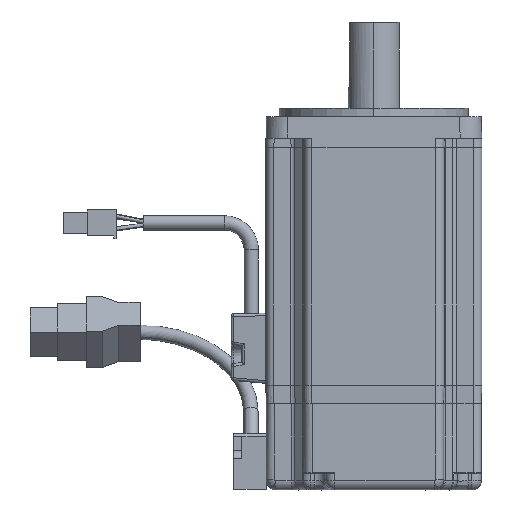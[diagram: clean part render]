
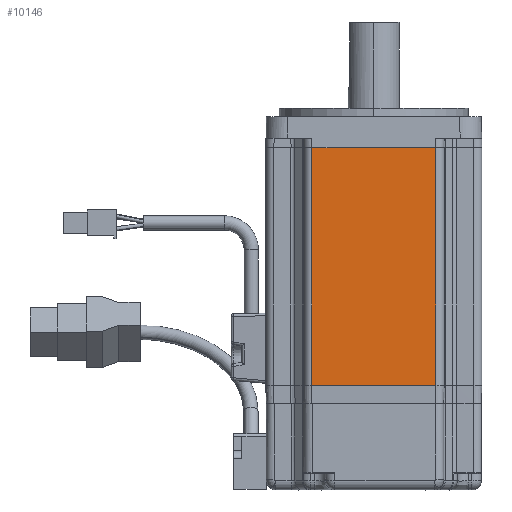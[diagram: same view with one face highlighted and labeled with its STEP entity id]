
A CAD part, left-side view. The second image highlights one B-rep face of the part: STEP entity #10146.
In plain terms, the highlighted planar face has unit normal (-1, 0, 0).
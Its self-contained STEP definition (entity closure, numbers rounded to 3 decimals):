
#1941=DIRECTION('',(0.,-1.,0.));
#1942=VECTOR('',#1941,46.);
#1943=CARTESIAN_POINT('',(-40.,23.,0.));
#1944=LINE('',#1943,#1942);
#1945=DIRECTION('',(0.,0.,1.));
#1946=VECTOR('',#1945,88.);
#1947=CARTESIAN_POINT('',(-40.,23.,0.));
#1948=LINE('',#1947,#1946);
#1949=CARTESIAN_POINT('',(-40.,22.938,88.));
#1950=CARTESIAN_POINT('',(-40.,22.944,88.));
#1951=CARTESIAN_POINT('',(-40.,22.958,88.));
#1952=CARTESIAN_POINT('',(-40.,22.979,88.));
#1953=CARTESIAN_POINT('',(-40.,22.993,88.));
#1954=CARTESIAN_POINT('',(-40.,23.,88.));
#2063=DIRECTION('',(0.,1.,0.));
#2064=VECTOR('',#2063,45.875);
#2065=CARTESIAN_POINT('',(-40.,-22.938,88.));
#2066=LINE('',#2065,#2064);
#2462=DIRECTION('',(0.,0.,1.));
#2463=VECTOR('',#2462,88.);
#2464=CARTESIAN_POINT('',(-40.,-23.,0.));
#2465=LINE('',#2464,#2463);
#2548=CARTESIAN_POINT('',(-40.,-23.,
88.));
#2549=CARTESIAN_POINT('',(-40.,-22.993,
88.));
#2550=CARTESIAN_POINT('',(-40.,-22.979,
88.));
#2551=CARTESIAN_POINT('',(-40.,-22.958,
88.));
#2552=CARTESIAN_POINT('',(-40.,-22.944,88.));
#2553=CARTESIAN_POINT('',(-40.,-22.938,88.));
#6129=CARTESIAN_POINT('',(-40.,23.,88.));
#6131=VERTEX_POINT('',#6129);
#6353=CARTESIAN_POINT('',(-40.,23.,0.));
#6354=VERTEX_POINT('',#6353);
#6355=CARTESIAN_POINT('',(-40.,-23.,0.));
#6356=CARTESIAN_POINT('',(-40.,-23.,
88.));
#6357=VERTEX_POINT('',#6355);
#6358=VERTEX_POINT('',#6356);
#6418=VERTEX_POINT('',#2553);
#6419=CARTESIAN_POINT('',(-40.,22.938,88.));
#6420=VERTEX_POINT('',#6419);
#10129=CARTESIAN_POINT('',(-40.,0.,44.));
#10130=DIRECTION('',(1.,0.,0.));
#10131=DIRECTION('',(0.,-1.,0.));
#10132=AXIS2_PLACEMENT_3D('',#10129,#10130,#10131);
#10133=PLANE('',#10132);
#10134=ORIENTED_EDGE('',*,*,#10118,.F.);
#10135=ORIENTED_EDGE('',*,*,#10068,.T.);
#10137=ORIENTED_EDGE('',*,*,#10136,.F.);
#10139=ORIENTED_EDGE('',*,*,#10138,.F.);
#10141=ORIENTED_EDGE('',*,*,#10140,.F.);
#10143=ORIENTED_EDGE('',*,*,#10142,.F.);
#10144=EDGE_LOOP('',(#10134,#10135,#10137,#10139,#10141,#10143));
#10145=FACE_OUTER_BOUND('',#10144,.F.);
#1955=B_SPLINE_CURVE_WITH_KNOTS('',3,(#1949,#1950,#1951,#1952,#1953,#1954),
.UNSPECIFIED.,.F.,.F.,(4,1,1,4),(0.,0.333,0.667,1.),
.UNSPECIFIED.);
#2554=B_SPLINE_CURVE_WITH_KNOTS('',3,(#2548,#2549,#2550,#2551,#2552,#2553),
.UNSPECIFIED.,.F.,.F.,(4,1,1,4),(0.,0.333,0.667,1.),
.UNSPECIFIED.);
#10068=EDGE_CURVE('',#6354,#6131,#1948,.T.);
#10118=EDGE_CURVE('',#6354,#6357,#1944,.T.);
#10136=EDGE_CURVE('',#6420,#6131,#1955,.T.);
#10138=EDGE_CURVE('',#6418,#6420,#2066,.T.);
#10140=EDGE_CURVE('',#6358,#6418,#2554,.T.);
#10142=EDGE_CURVE('',#6357,#6358,#2465,.T.);
#10146=ADVANCED_FACE('',(#10145),#10133,.F.);
